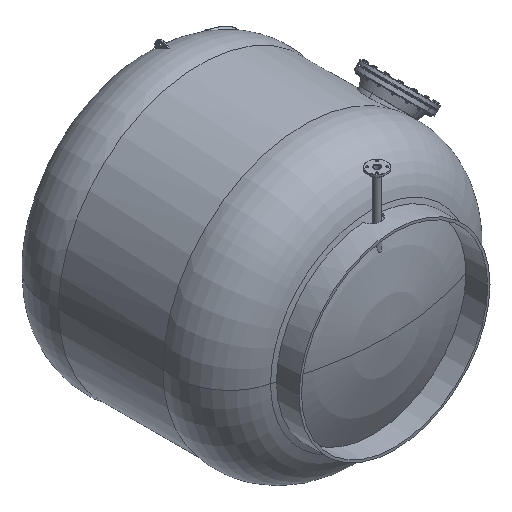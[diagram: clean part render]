
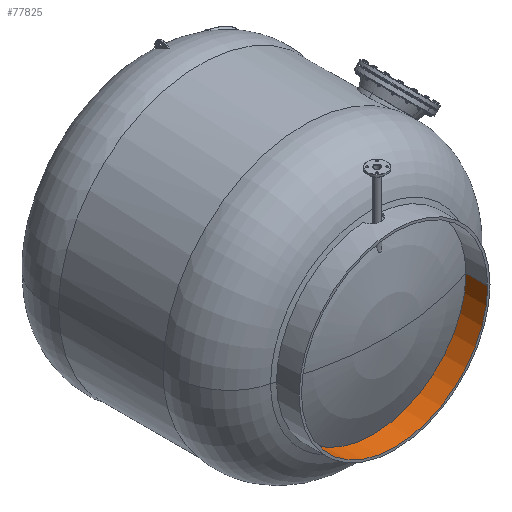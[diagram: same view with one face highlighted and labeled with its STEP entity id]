
A CAD part, isometric view. The second image highlights one B-rep face of the part: STEP entity #77825.
In plain terms, the highlighted cylindrical face has radius 800 mm (diameter 1600 mm), a partial arc.
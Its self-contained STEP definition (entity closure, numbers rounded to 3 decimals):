
#3112 = EDGE_CURVE ( 'NONE', #59037, #41937, #38030, .T. ) ;
#3166 = AXIS2_PLACEMENT_3D ( 'NONE', #61331, #35557, #29160 ) ;
#3563 = CARTESIAN_POINT ( 'NONE',  ( 50., 187., -820. ) ) ;
#15933 = CYLINDRICAL_SURFACE ( 'NONE', #18756, 800. ) ;
#17174 = CARTESIAN_POINT ( 'NONE',  ( 50., 187., -820. ) ) ;
#18756 = AXIS2_PLACEMENT_3D ( 'NONE', #74348, #108542, #49110 ) ;
#22688 = FACE_OUTER_BOUND ( 'NONE', #92234, .T. ) ;
#22940 = CARTESIAN_POINT ( 'NONE',  ( 1650., 0., -820. ) ) ;
#27745 = ORIENTED_EDGE ( 'NONE', *, *, #3112, .T. ) ;
#29160 = DIRECTION ( 'NONE',  ( 1., 0., 0. ) ) ;
#33682 = EDGE_CURVE ( 'NONE', #41937, #40988, #66539, .T. ) ;
#34267 = EDGE_CURVE ( 'NONE', #97961, #40988, #56976, .T. ) ;
#34286 = DIRECTION ( 'NONE',  ( 0., 1., 0. ) ) ;
#35363 = ORIENTED_EDGE ( 'NONE', *, *, #34267, .F. ) ;
#35557 = DIRECTION ( 'NONE',  ( 0., 1., 0. ) ) ;
#38030 = CIRCLE ( 'NONE', #106083, 800. ) ;
#40988 = VERTEX_POINT ( 'NONE', #44651 ) ;
#41937 = VERTEX_POINT ( 'NONE', #3563 ) ;
#44651 = CARTESIAN_POINT ( 'NONE',  ( 50., 0., -820. ) ) ;
#49110 = DIRECTION ( 'NONE',  ( 1., 0., 0. ) ) ;
#52232 = DIRECTION ( 'NONE',  ( 0., -1., 0. ) ) ;
#56976 = CIRCLE ( 'NONE', #3166, 800. ) ;
#59037 = VERTEX_POINT ( 'NONE', #93325 ) ;
#59246 = DIRECTION ( 'NONE',  ( 0., -1., 0. ) ) ;
#59334 = ORIENTED_EDGE ( 'NONE', *, *, #33682, .T. ) ;
#60478 = VECTOR ( 'NONE', #59246, 1000. ) ;
#60512 = ORIENTED_EDGE ( 'NONE', *, *, #91936, .F. ) ;
#61331 = CARTESIAN_POINT ( 'NONE',  ( 850., 0., -820. ) ) ;
#66539 = LINE ( 'NONE', #17174, #60478 ) ;
#68485 = DIRECTION ( 'NONE',  ( 1., 0., 0. ) ) ;
#74348 = CARTESIAN_POINT ( 'NONE',  ( 850., 0., -820. ) ) ;
#77825 = ADVANCED_FACE ( 'NONE', ( #22688 ), #15933, .F. ) ;
#90383 = VECTOR ( 'NONE', #52232, 1000. ) ;
#91936 = EDGE_CURVE ( 'NONE', #59037, #97961, #95465, .T. ) ;
#92234 = EDGE_LOOP ( 'NONE', ( #27745, #59334, #35363, #60512 ) ) ;
#93325 = CARTESIAN_POINT ( 'NONE',  ( 1650., 187., -820. ) ) ;
#95465 = LINE ( 'NONE', #104378, #90383 ) ;
#97961 = VERTEX_POINT ( 'NONE', #22940 ) ;
#104378 = CARTESIAN_POINT ( 'NONE',  ( 1650., 187., -820. ) ) ;
#106083 = AXIS2_PLACEMENT_3D ( 'NONE', #109509, #34286, #68485 ) ;
#108542 = DIRECTION ( 'NONE',  ( 0., -1., 0. ) ) ;
#109509 = CARTESIAN_POINT ( 'NONE',  ( 850., 187., -820. ) ) ;
